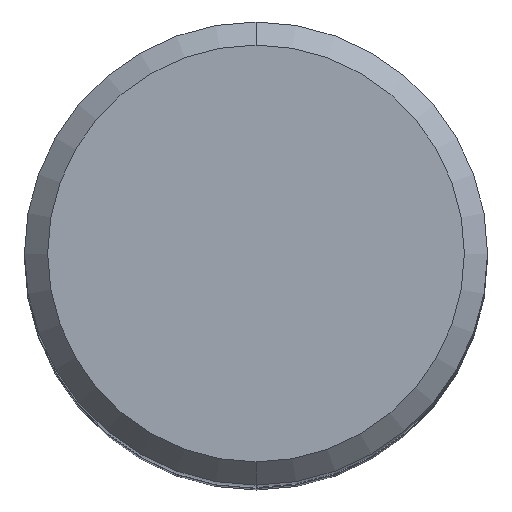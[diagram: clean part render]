
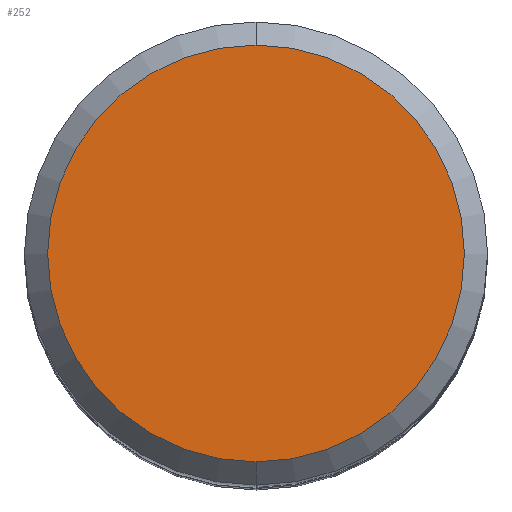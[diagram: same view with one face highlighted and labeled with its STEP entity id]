
A CAD part, top view. The second image highlights one B-rep face of the part: STEP entity #252.
In plain terms, the highlighted planar face has unit normal (0, 0, 1).
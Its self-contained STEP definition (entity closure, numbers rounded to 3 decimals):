
#114=EDGE_CURVE('',#162,#216,#287,.T.);
#162=VERTEX_POINT('',#343);
#216=VERTEX_POINT('',#406);
#252=ADVANCED_FACE('',(#446),#447,.T.);
#260=EDGE_CURVE('',#216,#162,#455,.T.);
#287=CIRCLE('',#476,9.0);
#343=CARTESIAN_POINT('',(0.,-9.0,0.0));
#406=CARTESIAN_POINT('',(0.0,9.0,0.0));
#446=FACE_OUTER_BOUND('',#673,.T.);
#447=PLANE('',#674);
#455=CIRCLE('',#686,9.0);
#476=AXIS2_PLACEMENT_3D('',#695,#696,#697);
#673=EDGE_LOOP('',(#899,#900));
#674=AXIS2_PLACEMENT_3D('',#901,#902,#903);
#686=AXIS2_PLACEMENT_3D('',#908,#909,#910);
#695=CARTESIAN_POINT('',(0.0,0.0,0.0));
#696=DIRECTION('',(0.0,0.0,-1.0));
#697=DIRECTION('',(0.0,1.0,0.0));
#899=ORIENTED_EDGE('',*,*,#260,.F.);
#900=ORIENTED_EDGE('',*,*,#114,.F.);
#901=CARTESIAN_POINT('',(0.0,4.5,0.0));
#902=DIRECTION('',(-0.0,0.0,1.0));
#903=DIRECTION('',(0.0,-1.0,0.0));
#908=CARTESIAN_POINT('',(0.0,0.0,0.0));
#909=DIRECTION('',(0.0,0.0,-1.0));
#910=DIRECTION('',(0.0,1.0,0.0));
